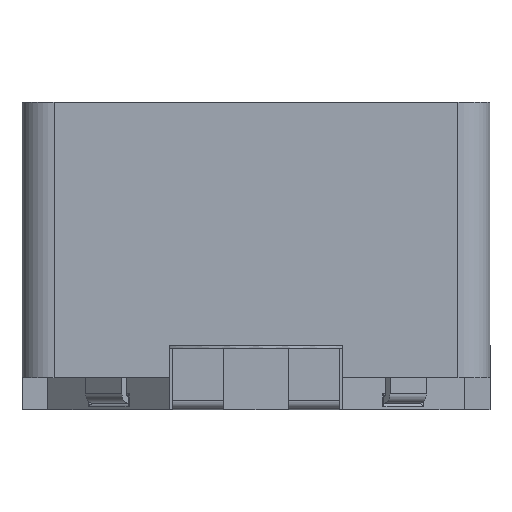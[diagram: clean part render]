
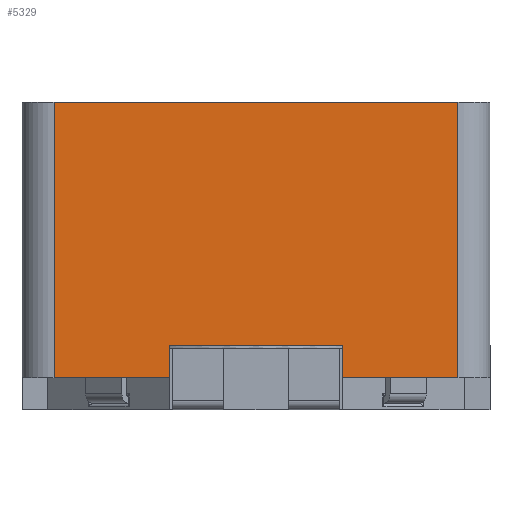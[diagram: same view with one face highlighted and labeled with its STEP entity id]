
A CAD part, left-side view. The second image highlights one B-rep face of the part: STEP entity #5329.
In plain terms, the highlighted face is planar.
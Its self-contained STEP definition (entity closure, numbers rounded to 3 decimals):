
#1385=ORIENTED_EDGE('',*,*,#2386,.T.);
#1386=ORIENTED_EDGE('',*,*,#2315,.F.);
#1387=ORIENTED_EDGE('',*,*,#2307,.F.);
#1388=ORIENTED_EDGE('',*,*,#2313,.F.);
#1389=ORIENTED_EDGE('',*,*,#2385,.T.);
#1390=ORIENTED_EDGE('',*,*,#2381,.F.);
#1391=ORIENTED_EDGE('',*,*,#2387,.F.);
#1392=ORIENTED_EDGE('',*,*,#2388,.T.);
#2307=EDGE_CURVE('',#2909,#2910,#3477,.T.);
#2313=EDGE_CURVE('',#2914,#2909,#3482,.T.);
#2315=EDGE_CURVE('',#2910,#2916,#3484,.T.);
#2381=EDGE_CURVE('',#2963,#2965,#3531,.T.);
#2385=EDGE_CURVE('',#2914,#2965,#3534,.T.);
#2386=EDGE_CURVE('',#2967,#2916,#3535,.T.);
#2387=EDGE_CURVE('',#2968,#2963,#3536,.T.);
#2388=EDGE_CURVE('',#2968,#2967,#3537,.T.);
#2909=VERTEX_POINT('',#13730);
#2910=VERTEX_POINT('',#13732);
#2914=VERTEX_POINT('',#13742);
#2916=VERTEX_POINT('',#13748);
#2963=VERTEX_POINT('',#13881);
#2965=VERTEX_POINT('',#13884);
#2967=VERTEX_POINT('',#13893);
#2968=VERTEX_POINT('',#13895);
#3477=LINE('',#13731,#4077);
#3482=LINE('',#13743,#4082);
#3484=LINE('',#13747,#4084);
#3531=LINE('',#13883,#4131);
#3534=LINE('',#13890,#4134);
#3535=LINE('',#13892,#4135);
#3536=LINE('',#13894,#4136);
#3537=LINE('',#13896,#4137);
#4077=VECTOR('',#7694,1000.);
#4082=VECTOR('',#7703,1000.);
#4084=VECTOR('',#7707,1000.);
#4131=VECTOR('',#7834,1000.);
#4134=VECTOR('',#7841,1000.);
#4135=VECTOR('',#7844,1000.);
#4136=VECTOR('',#7845,1000.);
#4137=VECTOR('',#7846,1000.);
#4528=EDGE_LOOP('',(#1385,#1386,#1387,#1388,#1389,#1390,#1391,#1392));
#4846=FACE_BOUND('',#4528,.T.);
#5060=PLANE('',#6639);
#5329=ADVANCED_FACE('',(#4846),#5060,.F.);
#6639=AXIS2_PLACEMENT_3D('',#13891,#7842,#7843);
#7694=DIRECTION('',(1.,0.,0.));
#7703=DIRECTION('',(0.,0.,1.));
#7707=DIRECTION('',(0.,0.,-1.));
#7834=DIRECTION('',(0.,0.,-1.));
#7841=DIRECTION('',(-1.,0.,0.));
#7842=DIRECTION('',(0.,-1.,0.));
#7843=DIRECTION('',(0.,0.,1.));
#7844=DIRECTION('',(-1.,0.,0.));
#7845=DIRECTION('',(-1.,0.,0.));
#7846=DIRECTION('',(0.,0.,-1.));
#13730=CARTESIAN_POINT('',(-1.35,3.65,0.));
#13731=CARTESIAN_POINT('',(-1.35,3.65,0.));
#13732=CARTESIAN_POINT('',(1.35,3.65,0.));
#13742=CARTESIAN_POINT('',(-1.35,3.65,-0.5));
#13743=CARTESIAN_POINT('',(-1.35,3.65,-0.5));
#13747=CARTESIAN_POINT('',(1.35,3.65,0.));
#13748=CARTESIAN_POINT('',(1.35,3.65,-0.5));
#13881=CARTESIAN_POINT('',(-3.15,3.65,3.8));
#13883=CARTESIAN_POINT('',(-3.15,3.65,3.8));
#13884=CARTESIAN_POINT('',(-3.15,3.65,-0.5));
#13890=CARTESIAN_POINT('',(3.65,3.65,-0.5));
#13891=CARTESIAN_POINT('',(3.65,3.65,3.8));
#13892=CARTESIAN_POINT('',(3.65,3.65,-0.5));
#13893=CARTESIAN_POINT('',(3.15,3.65,-0.5));
#13894=CARTESIAN_POINT('',(3.65,3.65,3.8));
#13895=CARTESIAN_POINT('',(3.15,3.65,3.8));
#13896=CARTESIAN_POINT('',(3.15,3.65,3.8));
